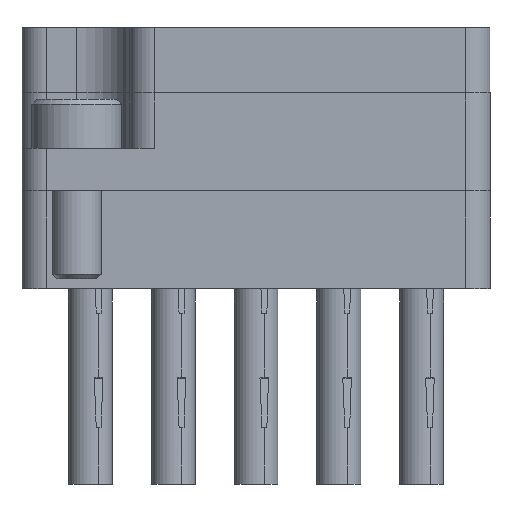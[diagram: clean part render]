
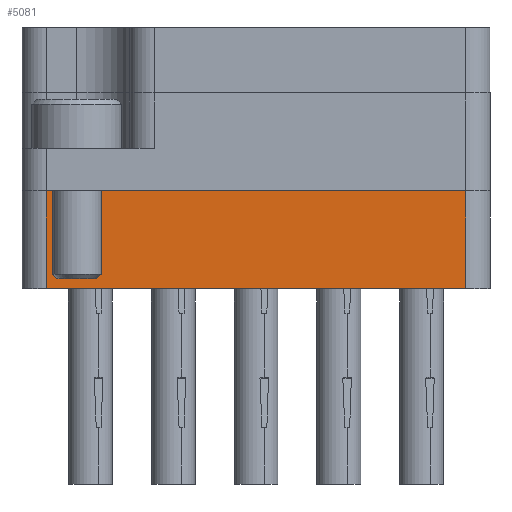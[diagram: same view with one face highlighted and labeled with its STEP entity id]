
A CAD part, front view. The second image highlights one B-rep face of the part: STEP entity #5081.
In plain terms, the highlighted face is planar.
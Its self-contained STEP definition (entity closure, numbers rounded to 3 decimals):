
#660 = CARTESIAN_POINT ( 'NONE',  ( 22., 0., -12.85 ) ) ;
#1407 = LINE ( 'NONE', #14934, #7077 ) ;
#1686 = ORIENTED_EDGE ( 'NONE', *, *, #12464, .T. ) ;
#2625 = LINE ( 'NONE', #19661, #22162 ) ;
#2742 = DIRECTION ( 'NONE',  ( 0., 0., 1. ) ) ;
#5081 = ADVANCED_FACE ( 'NONE', ( #17934 ), #20174, .F. ) ;
#5105 = ORIENTED_EDGE ( 'NONE', *, *, #17898, .T. ) ;
#7077 = VECTOR ( 'NONE', #11167, 1000. ) ;
#8016 = EDGE_LOOP ( 'NONE', ( #10601, #1686, #5105, #15212 ) ) ;
#9417 = LINE ( 'NONE', #17080, #17827 ) ;
#9578 = DIRECTION ( 'NONE',  ( 0., -1., 0. ) ) ;
#9880 = DIRECTION ( 'NONE',  ( 0., 1., 0. ) ) ;
#10601 = ORIENTED_EDGE ( 'NONE', *, *, #22320, .F. ) ;
#11167 = DIRECTION ( 'NONE',  ( 0., 0., 1. ) ) ;
#11492 = VERTEX_POINT ( 'NONE', #660 ) ;
#11909 = VECTOR ( 'NONE', #9578, 1000. ) ;
#12157 = DIRECTION ( 'NONE',  ( -1., 0., 0. ) ) ;
#12464 = EDGE_CURVE ( 'NONE', #13044, #11492, #9417, .T. ) ;
#13044 = VERTEX_POINT ( 'NONE', #14335 ) ;
#13602 = CARTESIAN_POINT ( 'NONE',  ( 22., -6., 12.85 ) ) ;
#13618 = CARTESIAN_POINT ( 'NONE',  ( 22., 0., 12.85 ) ) ;
#14335 = CARTESIAN_POINT ( 'NONE',  ( 22., -6., -12.85 ) ) ;
#14934 = CARTESIAN_POINT ( 'NONE',  ( 22., -6., 14.35 ) ) ;
#15212 = ORIENTED_EDGE ( 'NONE', *, *, #22972, .T. ) ;
#15476 = CARTESIAN_POINT ( 'NONE',  ( 22., -6., 12.85 ) ) ;
#17080 = CARTESIAN_POINT ( 'NONE',  ( 22., 0., -12.85 ) ) ;
#17359 = LINE ( 'NONE', #15476, #11909 ) ;
#17827 = VECTOR ( 'NONE', #9880, 1000. ) ;
#17898 = EDGE_CURVE ( 'NONE', #11492, #24289, #2625, .T. ) ;
#17934 = FACE_OUTER_BOUND ( 'NONE', #8016, .T. ) ;
#19661 = CARTESIAN_POINT ( 'NONE',  ( 22., 0., 14.35 ) ) ;
#19675 = VERTEX_POINT ( 'NONE', #13602 ) ;
#19804 = DIRECTION ( 'NONE',  ( 0., 0., 1. ) ) ;
#20174 = PLANE ( 'NONE',  #22813 ) ;
#22162 = VECTOR ( 'NONE', #2742, 1000. ) ;
#22320 = EDGE_CURVE ( 'NONE', #13044, #19675, #1407, .T. ) ;
#22813 = AXIS2_PLACEMENT_3D ( 'NONE', #23930, #12157, #19804 ) ;
#22972 = EDGE_CURVE ( 'NONE', #24289, #19675, #17359, .T. ) ;
#23930 = CARTESIAN_POINT ( 'NONE',  ( 22., -6., 14.35 ) ) ;
#24289 = VERTEX_POINT ( 'NONE', #13618 ) ;
